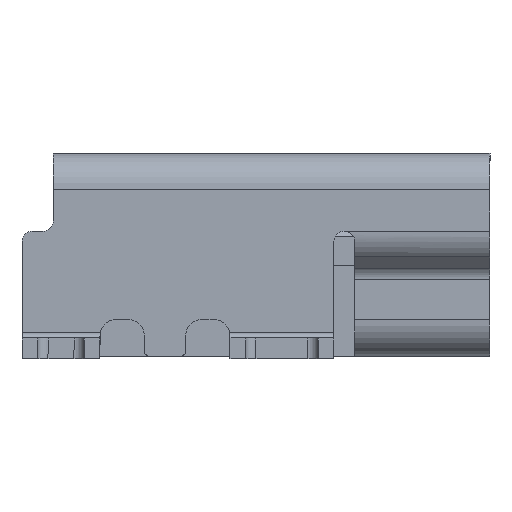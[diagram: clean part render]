
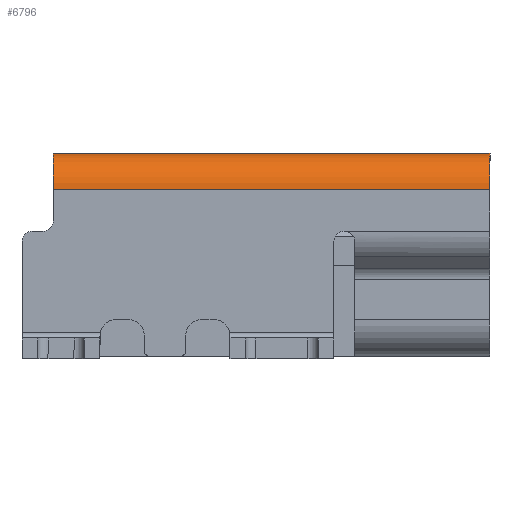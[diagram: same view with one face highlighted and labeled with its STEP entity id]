
A CAD part, left-side view. The second image highlights one B-rep face of the part: STEP entity #6796.
In plain terms, the highlighted cylindrical face has radius 0.7 mm (diameter 1.4 mm), a partial arc.
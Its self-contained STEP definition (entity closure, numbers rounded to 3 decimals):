
#378 = EDGE_LOOP ( 'NONE', ( #15999, #15814, #17175, #14647 ) ) ;
#1351 = CARTESIAN_POINT ( 'NONE',  ( -3.85, -4.2, 1.25 ) ) ;
#1467 = DIRECTION ( 'NONE',  ( 1., 0., 0. ) ) ;
#2627 = CIRCLE ( 'NONE', #14935, 0.7 ) ;
#2826 = DIRECTION ( 'NONE',  ( 0., -1., 0. ) ) ;
#4169 = EDGE_CURVE ( 'NONE', #18287, #12592, #9587, .T. ) ;
#4174 = VECTOR ( 'NONE', #5056, 1000. ) ;
#4239 = CARTESIAN_POINT ( 'NONE',  ( -3.85, 4.2, 1.25 ) ) ;
#4862 = CARTESIAN_POINT ( 'NONE',  ( -3.85, -4.2, 1.25 ) ) ;
#5056 = DIRECTION ( 'NONE',  ( 0., 1., 0. ) ) ;
#6182 = FACE_OUTER_BOUND ( 'NONE', #378, .T. ) ;
#6796 = ADVANCED_FACE ( 'NONE', ( #6182 ), #13322, .T. ) ;
#8083 = CARTESIAN_POINT ( 'NONE',  ( -3.15, -4.2, 1.95 ) ) ;
#9587 = CIRCLE ( 'NONE', #12215, 0.7 ) ;
#10223 = LINE ( 'NONE', #1351, #4174 ) ;
#11215 = DIRECTION ( 'NONE',  ( 0., 1., 0. ) ) ;
#11580 = CARTESIAN_POINT ( 'NONE',  ( -3.15, 4.2, 1.25 ) ) ;
#11790 = CARTESIAN_POINT ( 'NONE',  ( -3.15, 4.2, 1.95 ) ) ;
#12093 = CARTESIAN_POINT ( 'NONE',  ( -3.15, -4.2, 1.25 ) ) ;
#12215 = AXIS2_PLACEMENT_3D ( 'NONE', #11580, #2826, #20772 ) ;
#12423 = VERTEX_POINT ( 'NONE', #21731 ) ;
#12551 = EDGE_CURVE ( 'NONE', #12423, #18287, #18592, .T. ) ;
#12592 = VERTEX_POINT ( 'NONE', #4239 ) ;
#13322 = CYLINDRICAL_SURFACE ( 'NONE', #14131, 0.7 ) ;
#14131 = AXIS2_PLACEMENT_3D ( 'NONE', #16558, #11215, #18326 ) ;
#14647 = ORIENTED_EDGE ( 'NONE', *, *, #12551, .T. ) ;
#14935 = AXIS2_PLACEMENT_3D ( 'NONE', #12093, #19215, #1467 ) ;
#15814 = ORIENTED_EDGE ( 'NONE', *, *, #22734, .F. ) ;
#15999 = ORIENTED_EDGE ( 'NONE', *, *, #4169, .T. ) ;
#16558 = CARTESIAN_POINT ( 'NONE',  ( -3.15, -4.2, 1.25 ) ) ;
#16641 = VERTEX_POINT ( 'NONE', #4862 ) ;
#17175 = ORIENTED_EDGE ( 'NONE', *, *, #20344, .F. ) ;
#18287 = VERTEX_POINT ( 'NONE', #11790 ) ;
#18326 = DIRECTION ( 'NONE',  ( -1., 0., 0. ) ) ;
#18592 = LINE ( 'NONE', #8083, #19179 ) ;
#19179 = VECTOR ( 'NONE', #20221, 1000. ) ;
#19215 = DIRECTION ( 'NONE',  ( 0., -1., 0. ) ) ;
#20221 = DIRECTION ( 'NONE',  ( 0., 1., 0. ) ) ;
#20344 = EDGE_CURVE ( 'NONE', #12423, #16641, #2627, .T. ) ;
#20772 = DIRECTION ( 'NONE',  ( 1., 0., 0. ) ) ;
#21731 = CARTESIAN_POINT ( 'NONE',  ( -3.15, -4.2, 1.95 ) ) ;
#22734 = EDGE_CURVE ( 'NONE', #16641, #12592, #10223, .T. ) ;
